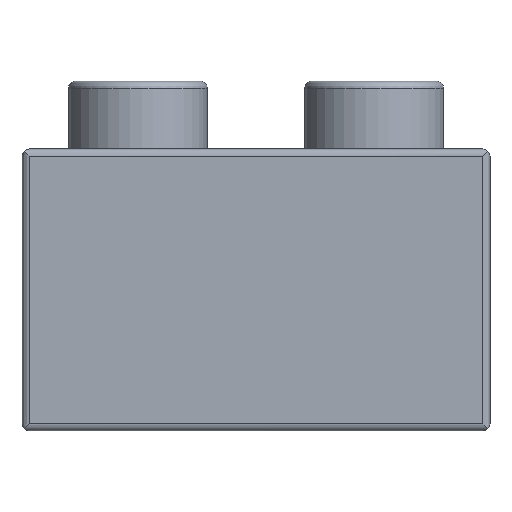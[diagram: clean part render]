
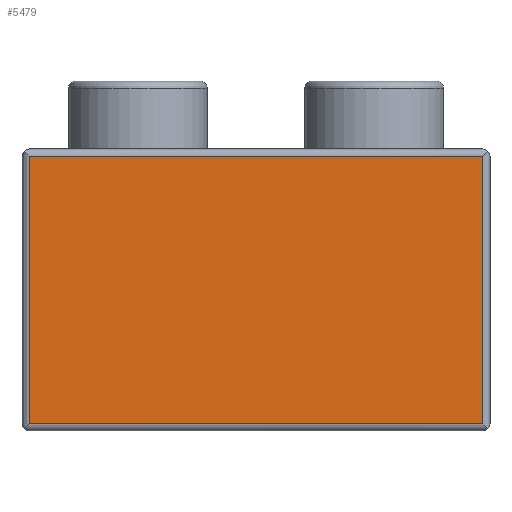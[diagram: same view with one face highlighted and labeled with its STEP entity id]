
A CAD part, front view. The second image highlights one B-rep face of the part: STEP entity #5479.
In plain terms, the highlighted planar face has unit normal (0, -1, 0).
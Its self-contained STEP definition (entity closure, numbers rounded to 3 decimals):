
#99 = FACE_OUTER_BOUND ( 'NONE', #7976, .T. ) ;
#936 = VERTEX_POINT ( 'NONE', #20584 ) ;
#1378 = DIRECTION ( 'NONE',  ( 0., 0., 1. ) ) ;
#1920 = CARTESIAN_POINT ( 'NONE',  ( 31.2, 0., 0.5 ) ) ;
#3054 = EDGE_CURVE ( 'NONE', #21611, #936, #11293, .T. ) ;
#3520 = LINE ( 'NONE', #1920, #19572 ) ;
#3576 = DIRECTION ( 'NONE',  ( 0., -1., 0. ) ) ;
#5479 = ADVANCED_FACE ( 'NONE', ( #99 ), #21478, .T. ) ;
#6372 = EDGE_CURVE ( 'NONE', #21330, #21611, #3520, .T. ) ;
#7619 = VECTOR ( 'NONE', #1378, 1000. ) ;
#7632 = DIRECTION ( 'NONE',  ( 1., 0., 0. ) ) ;
#7923 = DIRECTION ( 'NONE',  ( 0., 0., -1. ) ) ;
#7976 = EDGE_LOOP ( 'NONE', ( #19586, #16736, #12602, #8146 ) ) ;
#8047 = DIRECTION ( 'NONE',  ( -1., 0., 0. ) ) ;
#8146 = ORIENTED_EDGE ( 'NONE', *, *, #17629, .T. ) ;
#8658 = CARTESIAN_POINT ( 'NONE',  ( 31.2, 0., 9.55 ) ) ;
#10285 = LINE ( 'NONE', #13359, #16332 ) ;
#11293 = LINE ( 'NONE', #8658, #7619 ) ;
#11300 = AXIS2_PLACEMENT_3D ( 'NONE', #16405, #3576, #20083 ) ;
#11451 = EDGE_CURVE ( 'NONE', #21129, #21330, #10285, .T. ) ;
#11942 = CARTESIAN_POINT ( 'NONE',  ( 0.5, 0., 18.6 ) ) ;
#12602 = ORIENTED_EDGE ( 'NONE', *, *, #3054, .T. ) ;
#13359 = CARTESIAN_POINT ( 'NONE',  ( 0.5, 0., 9.55 ) ) ;
#14403 = CARTESIAN_POINT ( 'NONE',  ( 31.2, 0., 0.5 ) ) ;
#14428 = CARTESIAN_POINT ( 'NONE',  ( 0.5, 0., 18.6 ) ) ;
#15887 = VECTOR ( 'NONE', #8047, 1000. ) ;
#16332 = VECTOR ( 'NONE', #7923, 1000. ) ;
#16405 = CARTESIAN_POINT ( 'NONE',  ( 0.5, 0., 0.5 ) ) ;
#16736 = ORIENTED_EDGE ( 'NONE', *, *, #6372, .T. ) ;
#17213 = CARTESIAN_POINT ( 'NONE',  ( 0.5, 0., 0.5 ) ) ;
#17629 = EDGE_CURVE ( 'NONE', #936, #21129, #20772, .T. ) ;
#19572 = VECTOR ( 'NONE', #7632, 1000. ) ;
#19586 = ORIENTED_EDGE ( 'NONE', *, *, #11451, .T. ) ;
#20083 = DIRECTION ( 'NONE',  ( 1., 0., 0. ) ) ;
#20584 = CARTESIAN_POINT ( 'NONE',  ( 31.2, 0., 18.6 ) ) ;
#20772 = LINE ( 'NONE', #11942, #15887 ) ;
#21129 = VERTEX_POINT ( 'NONE', #14428 ) ;
#21330 = VERTEX_POINT ( 'NONE', #17213 ) ;
#21478 = PLANE ( 'NONE',  #11300 ) ;
#21611 = VERTEX_POINT ( 'NONE', #14403 ) ;
